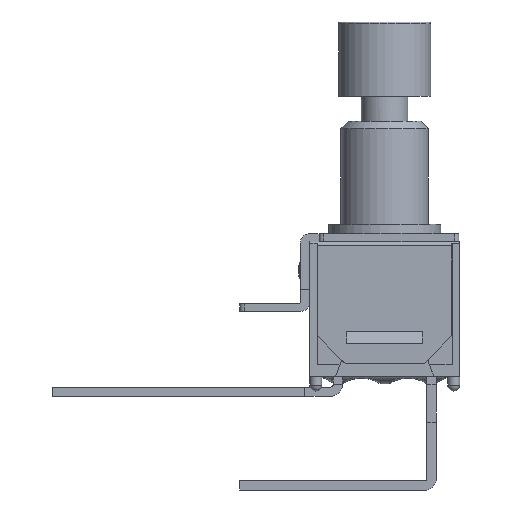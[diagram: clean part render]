
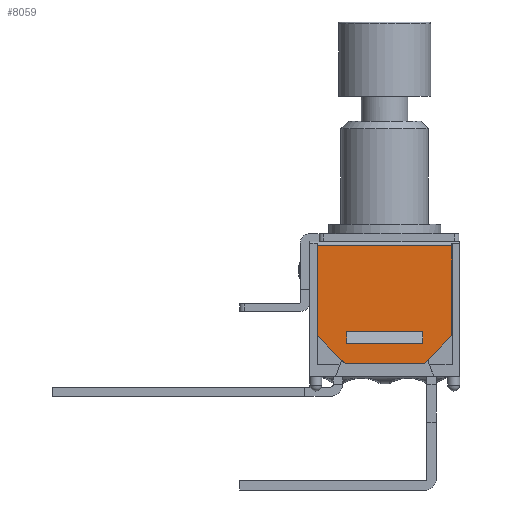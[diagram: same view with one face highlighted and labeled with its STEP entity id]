
A CAD part, front view. The second image highlights one B-rep face of the part: STEP entity #8059.
In plain terms, the highlighted planar face has unit normal (0, -1, 0).
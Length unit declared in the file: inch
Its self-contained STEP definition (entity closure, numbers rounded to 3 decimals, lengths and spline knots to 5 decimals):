
#6268=CARTESIAN_POINT('',(-0.0813,-0.1,0.07034));
#6269=VERTEX_POINT('',#6268);
#6276=CARTESIAN_POINT('',(-0.0813,-0.1,0.09567));
#6277=VERTEX_POINT('',#6276);
#6284=CARTESIAN_POINT('',(-0.0813,-0.1,0.07034));
#6285=DIRECTION('',(0.0,0.0,1.0));
#6286=VECTOR('',#6285,0.02533);
#6287=LINE('',#6284,#6286);
#6288=EDGE_CURVE('',#6269,#6277,#6287,.T.);
#6634=CARTESIAN_POINT('',(-0.1437,-0.1,0.27874));
#6635=VERTEX_POINT('',#6634);
#6643=CARTESIAN_POINT('',(0.1437,-0.1,0.27874));
#6644=VERTEX_POINT('',#6643);
#6645=CARTESIAN_POINT('',(-0.1437,-0.1,0.27874));
#6646=DIRECTION('',(1.0,0.0,0.0));
#6647=VECTOR('',#6646,0.2874);
#6648=LINE('',#6645,#6647);
#6649=EDGE_CURVE('',#6635,#6644,#6648,.T.);
#6694=CARTESIAN_POINT('',(0.1437,-0.1,0.08661));
#6695=VERTEX_POINT('',#6694);
#6696=CARTESIAN_POINT('',(0.1437,-0.1,0.08661));
#6697=DIRECTION('',(0.0,0.0,1.0));
#6698=VECTOR('',#6697,0.19213);
#6699=LINE('',#6696,#6698);
#6700=EDGE_CURVE('',#6695,#6644,#6699,.T.);
#6735=CARTESIAN_POINT('',(-0.1437,-0.1,0.08661));
#6736=VERTEX_POINT('',#6735);
#6743=CARTESIAN_POINT('',(-0.1437,-0.1,0.27874));
#6744=DIRECTION('',(0.0,0.0,-1.0));
#6745=VECTOR('',#6744,0.19213);
#6746=LINE('',#6743,#6745);
#6747=EDGE_CURVE('',#6635,#6736,#6746,.T.);
#6885=CARTESIAN_POINT('',(0.08465,-0.1,0.02756));
#6886=VERTEX_POINT('',#6885);
#6887=CARTESIAN_POINT('',(0.08465,-0.1,0.02756));
#6888=DIRECTION('',(0.707,0.0,0.707));
#6889=VECTOR('',#6888,0.08352);
#6890=LINE('',#6887,#6889);
#6891=EDGE_CURVE('',#6886,#6695,#6890,.T.);
#6948=CARTESIAN_POINT('',(-0.08465,-0.1,0.02756));
#6949=VERTEX_POINT('',#6948);
#6956=CARTESIAN_POINT('',(-0.1437,-0.1,0.08661));
#6957=DIRECTION('',(0.707,0.0,-0.707));
#6958=VECTOR('',#6957,0.08352);
#6959=LINE('',#6956,#6958);
#6960=EDGE_CURVE('',#6736,#6949,#6959,.T.);
#7022=CARTESIAN_POINT('',(0.0813,-0.1,0.07034));
#7023=VERTEX_POINT('',#7022);
#7032=CARTESIAN_POINT('',(0.0813,-0.1,0.09567));
#7033=VERTEX_POINT('',#7032);
#7034=CARTESIAN_POINT('',(0.0813,-0.1,0.09567));
#7035=DIRECTION('',(0.0,0.0,-1.0));
#7036=VECTOR('',#7035,0.02533);
#7037=LINE('',#7034,#7036);
#7038=EDGE_CURVE('',#7033,#7023,#7037,.T.);
#7061=CARTESIAN_POINT('',(-0.0813,-0.1,0.09567));
#7062=DIRECTION('',(1.0,0.0,0.0));
#7063=VECTOR('',#7062,0.1626);
#7064=LINE('',#7061,#7063);
#7065=EDGE_CURVE('',#6277,#7033,#7064,.T.);
#7077=CARTESIAN_POINT('',(0.08465,-0.1,0.02756));
#7078=DIRECTION('',(-1.0,0.0,0.0));
#7079=VECTOR('',#7078,0.16929);
#7080=LINE('',#7077,#7079);
#7081=EDGE_CURVE('',#6886,#6949,#7080,.T.);
#7542=CARTESIAN_POINT('',(-0.0813,-0.1,0.07034));
#7543=DIRECTION('',(1.0,0.0,0.0));
#7544=VECTOR('',#7543,0.1626);
#7545=LINE('',#7542,#7544);
#7546=EDGE_CURVE('',#6269,#7023,#7545,.T.);
#8040=CARTESIAN_POINT('',(-0.15807,-0.1,0.2913));
#8041=DIRECTION('',(0.0,-1.0,0.0));
#8042=DIRECTION('',(0.0,0.0,-1.0));
#8043=AXIS2_PLACEMENT_3D('',#8040,#8041,#8042);
#8044=PLANE('',#8043);
#8045=ORIENTED_EDGE('',*,*,#6649,.F.);
#8046=ORIENTED_EDGE('',*,*,#6747,.T.);
#8047=ORIENTED_EDGE('',*,*,#6960,.T.);
#8048=ORIENTED_EDGE('',*,*,#7081,.F.);
#8049=ORIENTED_EDGE('',*,*,#6891,.T.);
#8050=ORIENTED_EDGE('',*,*,#6700,.T.);
#8051=EDGE_LOOP('',(#8045,#8046,#8047,#8048,#8049,#8050));
#8052=FACE_OUTER_BOUND('',#8051,.T.);
#8053=ORIENTED_EDGE('',*,*,#7546,.F.);
#8054=ORIENTED_EDGE('',*,*,#6288,.T.);
#8055=ORIENTED_EDGE('',*,*,#7065,.T.);
#8056=ORIENTED_EDGE('',*,*,#7038,.T.);
#8057=EDGE_LOOP('',(#8053,#8054,#8055,#8056));
#8058=FACE_BOUND('',#8057,.T.);
#8059=ADVANCED_FACE('',(#8052,#8058),#8044,.T.);
